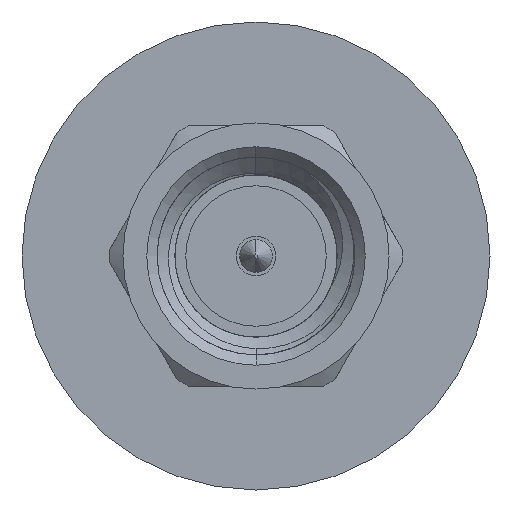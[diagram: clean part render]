
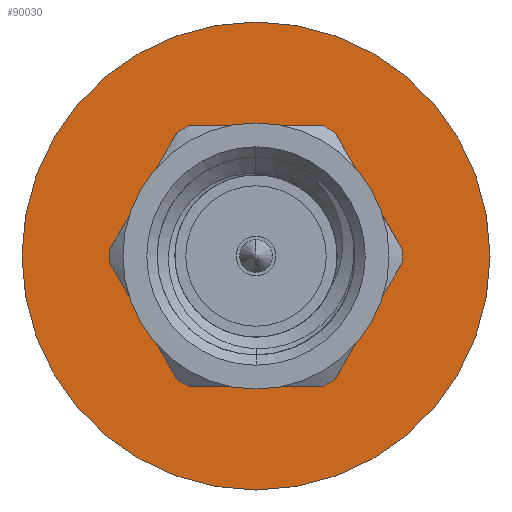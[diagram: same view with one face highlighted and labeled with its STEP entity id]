
A CAD part, left-side view. The second image highlights one B-rep face of the part: STEP entity #90030.
In plain terms, the highlighted face is planar.
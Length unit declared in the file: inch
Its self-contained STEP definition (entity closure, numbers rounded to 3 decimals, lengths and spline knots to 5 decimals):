
#2535 = VERTEX_POINT ( 'NONE', #121197 ) ;
#4301 = DIRECTION ( 'NONE',  ( 0., 0., -1. ) ) ;
#7052 = EDGE_CURVE ( 'NONE', #104347, #49680, #28113, .T. ) ;
#10450 = AXIS2_PLACEMENT_3D ( 'NONE', #56707, #58067, #4301 ) ;
#10841 = AXIS2_PLACEMENT_3D ( 'NONE', #63008, #21664, #105127 ) ;
#13009 = PLANE ( 'NONE',  #132009 ) ;
#18130 = ORIENTED_EDGE ( 'NONE', *, *, #7052, .T. ) ;
#21664 = DIRECTION ( 'NONE',  ( 1., 0., 0. ) ) ;
#22133 = CARTESIAN_POINT ( 'NONE',  ( 0.68564, 0., 0.225 ) ) ;
#23377 = FACE_BOUND ( 'NONE', #87157, .T. ) ;
#24399 = DIRECTION ( 'NONE',  ( 1., 0., 0. ) ) ;
#27366 = VERTEX_POINT ( 'NONE', #109990 ) ;
#28113 = CIRCLE ( 'NONE', #10450, 0.225 ) ;
#41670 = AXIS2_PLACEMENT_3D ( 'NONE', #109207, #24399, #45749 ) ;
#44769 = CARTESIAN_POINT ( 'NONE',  ( 0.68564, 0., 0. ) ) ;
#45126 = AXIS2_PLACEMENT_3D ( 'NONE', #44769, #86850, #64092 ) ;
#45749 = DIRECTION ( 'NONE',  ( 0., 0., 1. ) ) ;
#49680 = VERTEX_POINT ( 'NONE', #22133 ) ;
#56707 = CARTESIAN_POINT ( 'NONE',  ( 0.68564, 0., 0. ) ) ;
#58067 = DIRECTION ( 'NONE',  ( 1., 0., 0. ) ) ;
#62370 = EDGE_CURVE ( 'NONE', #49680, #104347, #115633, .T. ) ;
#63008 = CARTESIAN_POINT ( 'NONE',  ( 0.68564, 0., 0. ) ) ;
#64092 = DIRECTION ( 'NONE',  ( 0., 0., -1. ) ) ;
#86850 = DIRECTION ( 'NONE',  ( 1., 0., 0. ) ) ;
#87157 = EDGE_LOOP ( 'NONE', ( #103628, #110950 ) ) ;
#89695 = EDGE_CURVE ( 'NONE', #2535, #27366, #125391, .T. ) ;
#90030 = ADVANCED_FACE ( 'NONE', ( #23377, #107521 ), #13009, .F. ) ;
#91489 = EDGE_CURVE ( 'NONE', #27366, #2535, #116611, .T. ) ;
#94306 = CARTESIAN_POINT ( 'NONE',  ( 0.68564, 0., -0.225 ) ) ;
#100581 = CARTESIAN_POINT ( 'NONE',  ( 0.68564, 0.07326, 0. ) ) ;
#102506 = EDGE_LOOP ( 'NONE', ( #123120, #18130 ) ) ;
#103628 = ORIENTED_EDGE ( 'NONE', *, *, #91489, .F. ) ;
#104347 = VERTEX_POINT ( 'NONE', #94306 ) ;
#105127 = DIRECTION ( 'NONE',  ( 0., 0., 1. ) ) ;
#107521 = FACE_OUTER_BOUND ( 'NONE', #102506, .T. ) ;
#109207 = CARTESIAN_POINT ( 'NONE',  ( 0.68564, 0., 0. ) ) ;
#109990 = CARTESIAN_POINT ( 'NONE',  ( 0.68564, 0., 0.1065 ) ) ;
#110253 = DIRECTION ( 'NONE',  ( 0., 0., 1. ) ) ;
#110950 = ORIENTED_EDGE ( 'NONE', *, *, #89695, .F. ) ;
#111600 = DIRECTION ( 'NONE',  ( -1., 0., 0. ) ) ;
#115633 = CIRCLE ( 'NONE', #45126, 0.225 ) ;
#116611 = CIRCLE ( 'NONE', #10841, 0.1065 ) ;
#121197 = CARTESIAN_POINT ( 'NONE',  ( 0.68564, 0., -0.1065 ) ) ;
#123120 = ORIENTED_EDGE ( 'NONE', *, *, #62370, .T. ) ;
#125391 = CIRCLE ( 'NONE', #41670, 0.1065 ) ;
#132009 = AXIS2_PLACEMENT_3D ( 'NONE', #100581, #111600, #110253 ) ;
